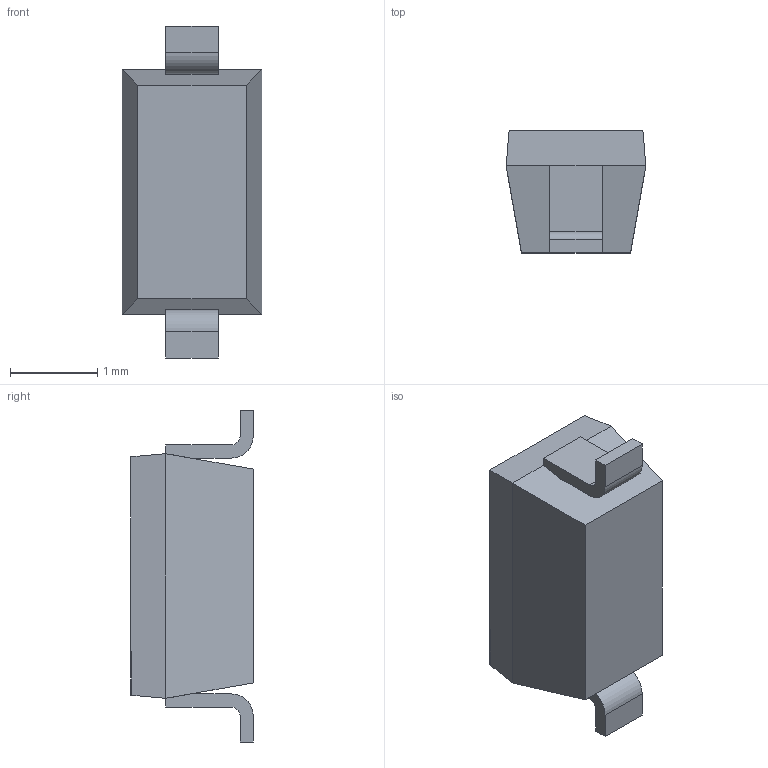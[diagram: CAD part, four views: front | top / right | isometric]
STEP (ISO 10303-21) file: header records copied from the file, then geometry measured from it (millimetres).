
FILE_DESCRIPTION(('STEP AP214'), '1');
FILE_NAME('Pattern_SOD-123', '', ('UNSPECIFIED'), ('UNSPECIFIED'), 'ASCON STEP Converter 1.3', 'ASCON Math Kernel', '');
FILE_SCHEMA(('AUTOMOTIVE_DESIGN { 1 0 10303 214 3 1 1}'));
Length unit declared in the file: millimetre
Bounding box: 1.6 x 1.4 x 3.8 mm (x, y, z)
Volume: 5.7 mm3; surface area: 22.5 mm2
Topology: 1 solids, 1 shells, 35 faces, 87 edges, 54 vertices
Faces by surface type: plane 31, cylinder 4
Entity records: 1337 total; most frequent: CARTESIAN_POINT 177, ORIENTED_EDGE 174, DIRECTION 167, EDGE_CURVE 87, LINE 79, VECTOR 79, VERTEX_POINT 54, AXIS2_PLACEMENT_3D 44
